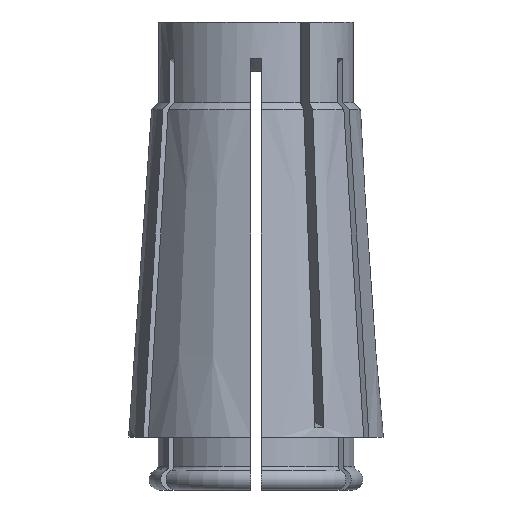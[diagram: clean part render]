
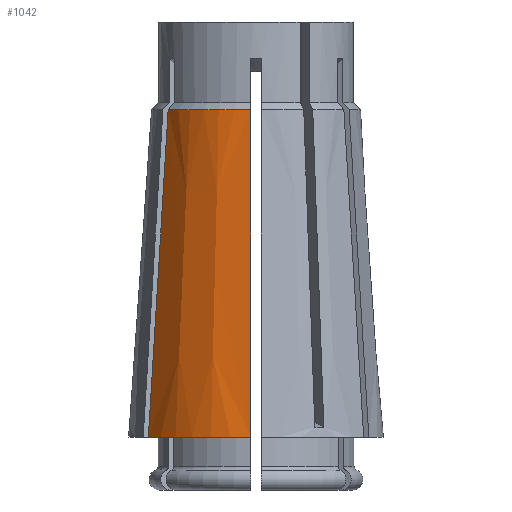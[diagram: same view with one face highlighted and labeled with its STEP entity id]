
A CAD part, front view. The second image highlights one B-rep face of the part: STEP entity #1042.
In plain terms, the highlighted conical face has half-angle 4 degrees and reference radius 12.28 mm.
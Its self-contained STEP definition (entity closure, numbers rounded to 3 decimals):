
#63 = AXIS2_PLACEMENT_3D ( 'NONE', #1284, #3019, #1853 ) ;
#109 = CARTESIAN_POINT ( 'NONE',  ( -8.465, -5.465, -8.476 ) ) ;
#144 = CARTESIAN_POINT ( 'NONE',  ( -0.5, -12.078, -37.254 ) ) ;
#251 = ORIENTED_EDGE ( 'NONE', *, *, #1743, .F. ) ;
#432 = VERTEX_POINT ( 'NONE', #1406 ) ;
#560 = VERTEX_POINT ( 'NONE', #984 ) ;
#609 = VERTEX_POINT ( 'NONE', #2819 ) ;
#633 = DIRECTION ( 'NONE',  ( 0., 0., -1. ) ) ;
#691 = CONICAL_SURFACE ( 'NONE', #3071, 12.28, 0.07 ) ;
#738 = CARTESIAN_POINT ( 'NONE',  ( -0.5, -10.181, -10.156 ) ) ;
#793 = AXIS2_PLACEMENT_3D ( 'NONE', #2059, #2710, #2390 ) ;
#968 = CARTESIAN_POINT ( 'NONE',  ( -0.5, -11.46, -28.425 ) ) ;
#984 = CARTESIAN_POINT ( 'NONE',  ( -0.5, -12.27, -40. ) ) ;
#1042 = ADVANCED_FACE ( 'NONE', ( #3015 ), #691, .T. ) ;
#1284 = CARTESIAN_POINT ( 'NONE',  ( 0., 0., -40. ) ) ;
#1301 = CARTESIAN_POINT ( 'NONE',  ( -0.5, -10.063, -8.476 ) ) ;
#1303 = VERTEX_POINT ( 'NONE', #2714 ) ;
#1313 = CARTESIAN_POINT ( 'NONE',  ( -8.639, -5.565, -11.35 ) ) ;
#1325 = CARTESIAN_POINT ( 'NONE',  ( -10.376, -6.568, -40. ) ) ;
#1406 = CARTESIAN_POINT ( 'NONE',  ( -8.465, -5.465, -8.476 ) ) ;
#1439 = EDGE_CURVE ( 'NONE', #1303, #432, #2872, .T. ) ;
#1546 = CIRCLE ( 'NONE', #63, 12.28 ) ;
#1554 = CARTESIAN_POINT ( 'NONE',  ( 0., 0., -40. ) ) ;
#1567 = CARTESIAN_POINT ( 'NONE',  ( -0.5, -10.938, -20.97 ) ) ;
#1581 = CARTESIAN_POINT ( 'NONE',  ( -0.5, -12.174, -38.627 ) ) ;
#1607 = CARTESIAN_POINT ( 'NONE',  ( -0.5, -10.416, -13.515 ) ) ;
#1620 = CARTESIAN_POINT ( 'NONE',  ( -8.988, -5.766, -17.097 ) ) ;
#1743 = EDGE_CURVE ( 'NONE', #432, #609, #2965, .T. ) ;
#1824 = DIRECTION ( 'NONE',  ( -1., 0., 0. ) ) ;
#1853 = DIRECTION ( 'NONE',  ( 1., 0., 0. ) ) ;
#1963 = ORIENTED_EDGE ( 'NONE', *, *, #3428, .T. ) ;
#2059 = CARTESIAN_POINT ( 'NONE',  ( 0., 0., -8.476 ) ) ;
#2165 = CARTESIAN_POINT ( 'NONE',  ( -0.5, -10.299, -11.835 ) ) ;
#2167 = CARTESIAN_POINT ( 'NONE',  ( -9.451, -6.034, -24.732 ) ) ;
#2390 = DIRECTION ( 'NONE',  ( 1., 0., 0. ) ) ;
#2492 = CARTESIAN_POINT ( 'NONE',  ( -0.5, -12.27, -40. ) ) ;
#2710 = DIRECTION ( 'NONE',  ( 0., 0., 1. ) ) ;
#2714 = CARTESIAN_POINT ( 'NONE',  ( -10.376, -6.568, -40. ) ) ;
#2819 = CARTESIAN_POINT ( 'NONE',  ( -0.5, -10.063, -8.476 ) ) ;
#2872 = B_SPLINE_CURVE_WITH_KNOTS ( 'NONE', 3,
 ( #1325, #3395, #2167, #1620, #3082, #1313, #109 ),
 .UNSPECIFIED., .F., .F.,
 ( 4, 3, 4 ),
 ( 0., 0.023, 0.032 ),
 .UNSPECIFIED. ) ;
#2885 = EDGE_CURVE ( 'NONE', #1303, #560, #1546, .T. ) ;
#2965 = CIRCLE ( 'NONE', #793, 10.076 ) ;
#3015 = FACE_OUTER_BOUND ( 'NONE', #3524, .T. ) ;
#3019 = DIRECTION ( 'NONE',  ( 0., 0., 1. ) ) ;
#3071 = AXIS2_PLACEMENT_3D ( 'NONE', #1554, #633, #1824 ) ;
#3082 = CARTESIAN_POINT ( 'NONE',  ( -8.814, -5.666, -14.224 ) ) ;
#3310 = B_SPLINE_CURVE_WITH_KNOTS ( 'NONE', 3,
 ( #2492, #1581, #144, #3383, #968, #1567, #1607, #2165, #738, #1301 ),
 .UNSPECIFIED., .F., .F.,
 ( 4, 3, 3, 4 ),
 ( 0.018, 0.022, 0.045, 0.05 ),
 .UNSPECIFIED. ) ;
#3383 = CARTESIAN_POINT ( 'NONE',  ( -0.5, -11.982, -35.881 ) ) ;
#3395 = CARTESIAN_POINT ( 'NONE',  ( -9.913, -6.301, -32.366 ) ) ;
#3428 = EDGE_CURVE ( 'NONE', #560, #609, #3310, .T. ) ;
#3524 = EDGE_LOOP ( 'NONE', ( #3526, #3580, #1963, #251 ) ) ;
#3526 = ORIENTED_EDGE ( 'NONE', *, *, #1439, .F. ) ;
#3580 = ORIENTED_EDGE ( 'NONE', *, *, #2885, .T. ) ;
